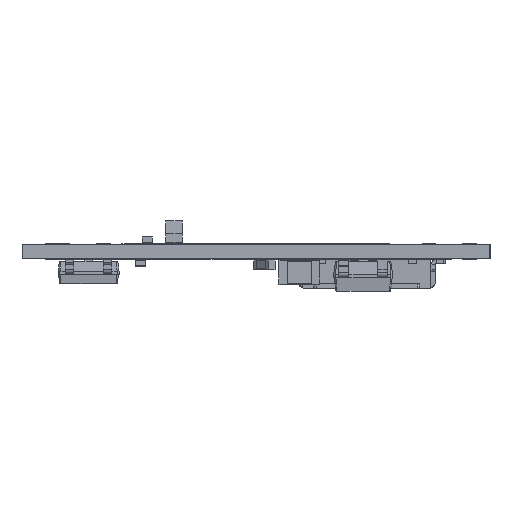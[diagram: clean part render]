
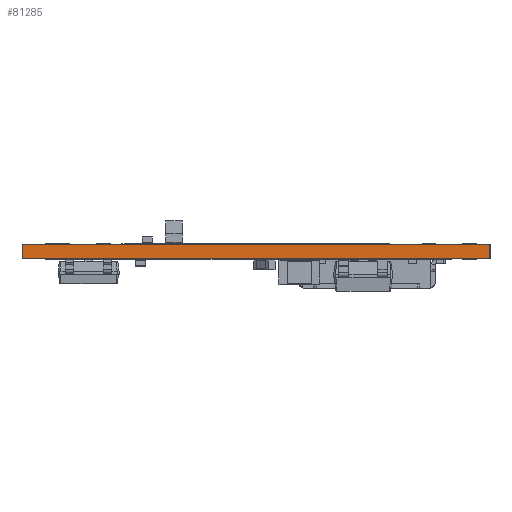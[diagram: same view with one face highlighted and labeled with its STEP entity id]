
A CAD part, left-side view. The second image highlights one B-rep face of the part: STEP entity #81285.
In plain terms, the highlighted planar face has unit normal (-1, 0, 0).
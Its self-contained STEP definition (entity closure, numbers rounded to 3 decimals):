
#80032 = VERTEX_POINT('',#80033);
#80033 = CARTESIAN_POINT('',(-14.45,-11.5,0.));
#80039 = EDGE_CURVE('',#80032,#80040,#80042,.T.);
#80040 = VERTEX_POINT('',#80041);
#80041 = CARTESIAN_POINT('',(-14.45,11.5,0.));
#80042 = LINE('',#80043,#80044);
#80043 = CARTESIAN_POINT('',(-14.45,-11.5,0.));
#80044 = VECTOR('',#80045,1.);
#80045 = DIRECTION('',(0.,1.,0.));
#80653 = VERTEX_POINT('',#80654);
#80654 = CARTESIAN_POINT('',(-14.45,-11.5,0.7));
#80660 = EDGE_CURVE('',#80653,#80661,#80663,.T.);
#80661 = VERTEX_POINT('',#80662);
#80662 = CARTESIAN_POINT('',(-14.45,11.5,0.7));
#80663 = LINE('',#80664,#80665);
#80664 = CARTESIAN_POINT('',(-14.45,-11.5,0.7));
#80665 = VECTOR('',#80666,1.);
#80666 = DIRECTION('',(0.,1.,0.));
#81255 = EDGE_CURVE('',#80040,#80661,#81256,.T.);
#81256 = LINE('',#81257,#81258);
#81257 = CARTESIAN_POINT('',(-14.45,11.5,0.));
#81258 = VECTOR('',#81259,1.);
#81259 = DIRECTION('',(0.,0.,1.));
#81285 = ADVANCED_FACE('',(#81286),#81297,.T.);
#81286 = FACE_BOUND('',#81287,.T.);
#81287 = EDGE_LOOP('',(#81288,#81294,#81295,#81296));
#81288 = ORIENTED_EDGE('',*,*,#81289,.T.);
#81289 = EDGE_CURVE('',#80032,#80653,#81290,.T.);
#81290 = LINE('',#81291,#81292);
#81291 = CARTESIAN_POINT('',(-14.45,-11.5,0.));
#81292 = VECTOR('',#81293,1.);
#81293 = DIRECTION('',(0.,0.,1.));
#81294 = ORIENTED_EDGE('',*,*,#80660,.T.);
#81295 = ORIENTED_EDGE('',*,*,#81255,.F.);
#81296 = ORIENTED_EDGE('',*,*,#80039,.F.);
#81297 = PLANE('',#81298);
#81298 = AXIS2_PLACEMENT_3D('',#81299,#81300,#81301);
#81299 = CARTESIAN_POINT('',(-14.45,-11.5,0.));
#81300 = DIRECTION('',(-1.,0.,0.));
#81301 = DIRECTION('',(0.,1.,0.));
